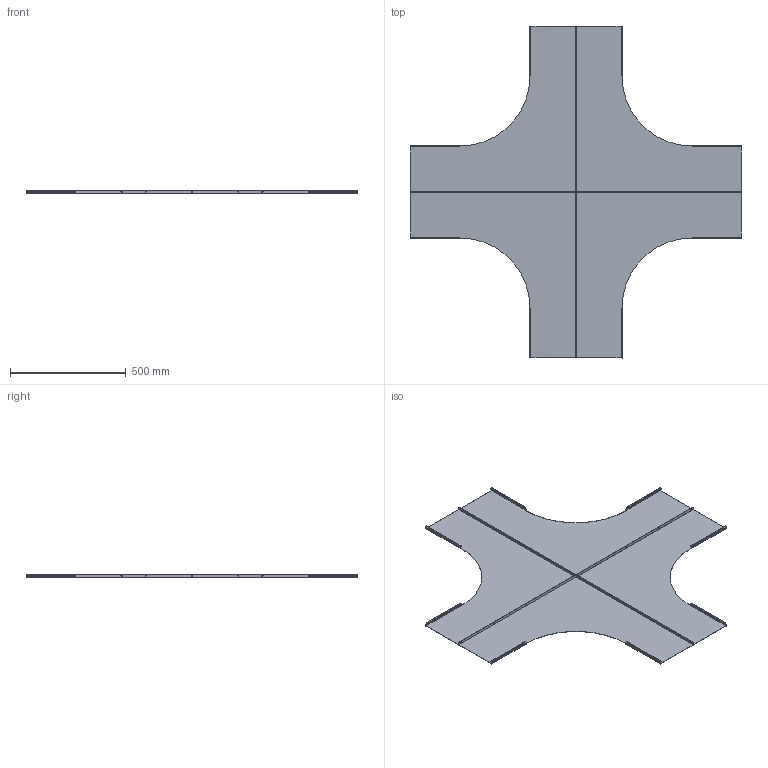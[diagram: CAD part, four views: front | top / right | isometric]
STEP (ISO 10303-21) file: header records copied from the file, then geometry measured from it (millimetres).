
FILE_DESCRIPTION (( 'STEP AP214' ), '1' );
FILE_NAME ('CKR04D-4-ëîòîê 400.STEP', '2021-03-08T14:57:50', ( '' ), ( '' ), 'SwSTEP 2.0', 'SolidWorks 2017', '' );
FILE_SCHEMA (( 'AUTOMOTIVE_DESIGN' ));
Length unit declared in the file: millimetre
Products named in the file (2): 嗜吕 195.11.01_相礤朦 署赅_00_-02; CKR04D-4-ëîòîê 400
Assembly tree (4 placements, depth 2):
  CKR04D-4-ëîòîê 400
    嗜吕 195.11.01_相礤朦 署赅_00_-02  x4
Bounding box: 1434 x 1434 x 15.97 mm (x, y, z)
Volume: 1399226.7 mm3; surface area: 2346252.3 mm2
Topology: 4 solids, 4 shells, 332 faces, 876 edges, 552 vertices
Faces by surface type: plane 208, cylinder 116, bspline 8
Entity records: 2756 total; most frequent: CARTESIAN_POINT 594, ORIENTED_EDGE 438, DIRECTION 434, EDGE_CURVE 219, AXIS2_PLACEMENT_3D 146, VECTOR 142, LINE 142, VERTEX_POINT 138
